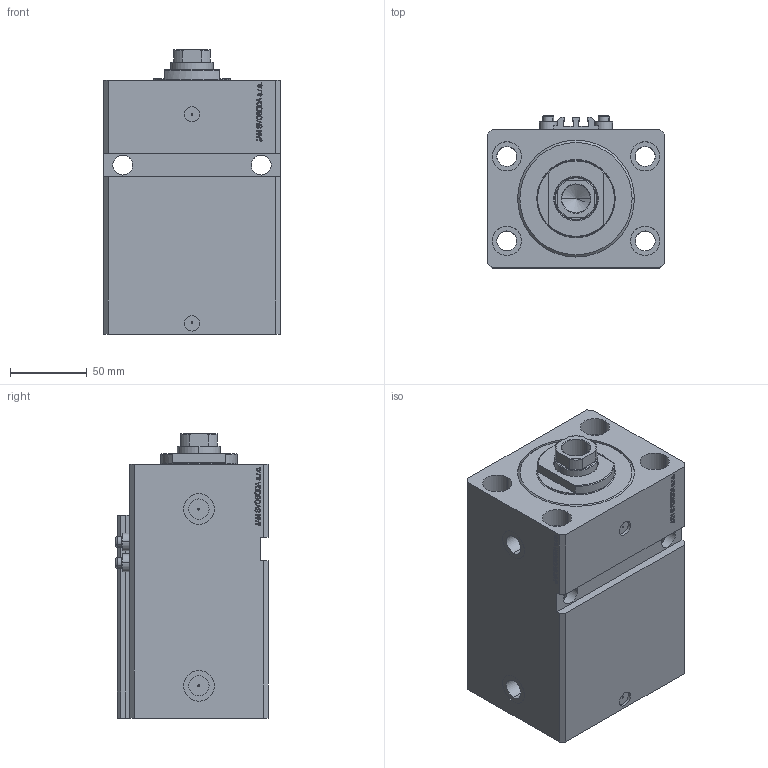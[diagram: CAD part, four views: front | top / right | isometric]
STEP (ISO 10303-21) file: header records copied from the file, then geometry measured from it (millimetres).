
FILE_DESCRIPTION (( 'STEP AP203' ), '1' );
FILE_NAME ('68ea.STEP', '2022-04-09T13:47:03', ( '' ), ( '' ), 'SwSTEP 2.0', 'SolidWorks 2019', '' );
FILE_SCHEMA (( 'CONFIG_CONTROL_DESIGN' ));
Length unit declared in the file: millimetre
Products named in the file (5): 68ea; V250CE_VC_E 0e408ad94e6db7fdd2af6466f218e6e6; V250CE_C_VCP 0e408ad94e6db7fdd2af6466f218e6e6; ALLEN BOLT V250CE 0e408ad94e6db7fdd2af6466f218e6e6; V250CE_E_Body 0e408ad94e6db7fdd2af6466f218e6e6
Assembly tree (7 placements, depth 2):
  68ea
    V250CE_E_Body 0e408ad94e6db7fdd2af6466f218e6e6
    ALLEN BOLT V250CE 0e408ad94e6db7fdd2af6466f218e6e6  x4
    V250CE_C_VCP 0e408ad94e6db7fdd2af6466f218e6e6
    V250CE_VC_E 0e408ad94e6db7fdd2af6466f218e6e6
Bounding box: 115 x 99 x 184.9 mm (x, y, z)
Volume: 1400068.6 mm3; surface area: 213672.1 mm2
Topology: 8 solids, 8 shells, 1107 faces, 2774 edges, 1803 vertices
Faces by surface type: plane 543, bspline 368, cylinder 126, cone 56, torus 14
Entity records: 48668 total; most frequent: CARTESIAN_POINT 25577, ORIENTED_EDGE 5238, DIRECTION 3409, EDGE_CURVE 2619, VERTEX_POINT 1719, VECTOR 1611, LINE 1611, EDGE_LOOP 1170
